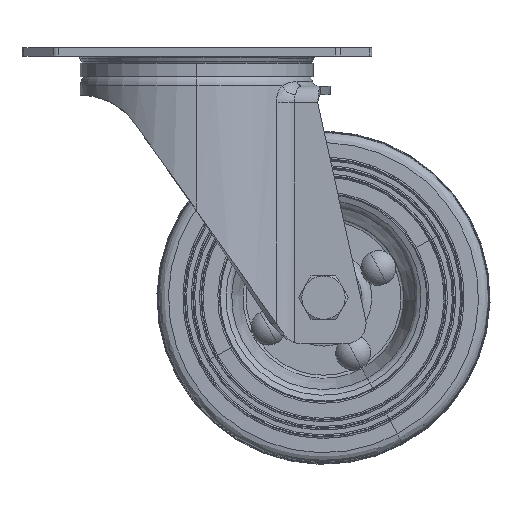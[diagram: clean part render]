
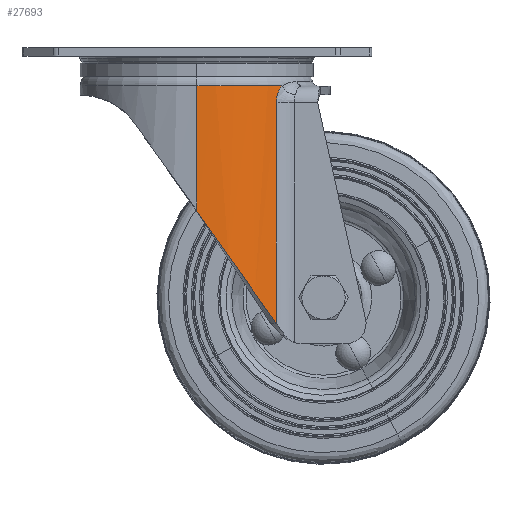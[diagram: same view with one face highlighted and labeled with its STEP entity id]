
A CAD part, top view. The second image highlights one B-rep face of the part: STEP entity #27693.
In plain terms, the highlighted cylindrical face has radius 35 mm (diameter 70 mm), a partial arc.
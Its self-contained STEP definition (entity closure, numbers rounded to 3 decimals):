
#1134 = VERTEX_POINT ( 'NONE', #1266 ) ;
#1237 = CARTESIAN_POINT ( 'NONE',  ( 23.825, -82.656, 25.64 ) ) ;
#1266 = CARTESIAN_POINT ( 'NONE',  ( 0., -11.414, 35. ) ) ;
#1640 = CARTESIAN_POINT ( 'NONE',  ( 23.886, -15.479, 25.582 ) ) ;
#2047 = ORIENTED_EDGE ( 'NONE', *, *, #6906, .T. ) ;
#2674 = CIRCLE ( 'NONE', #4040, 35. ) ;
#2961 = CARTESIAN_POINT ( 'NONE',  ( 2.458, -52.485, 34.934 ) ) ;
#4040 = AXIS2_PLACEMENT_3D ( 'NONE', #20670, #11662, #14103 ) ;
#5110 = CARTESIAN_POINT ( 'NONE',  ( 9.46, -62.373, 33.716 ) ) ;
#5520 = CARTESIAN_POINT ( 'NONE',  ( 24.94, -12.154, 24.571 ) ) ;
#5654 = CARTESIAN_POINT ( 'NONE',  ( 24.169, -14.084, 25.315 ) ) ;
#5785 = EDGE_CURVE ( 'NONE', #23883, #18166, #12167, .T. ) ;
#5926 = CARTESIAN_POINT ( 'NONE',  ( 23.848, -15.859, 25.617 ) ) ;
#6416 = DIRECTION ( 'NONE',  ( 0., 0., -1. ) ) ;
#6872 = CARTESIAN_POINT ( 'NONE',  ( 23.825, -38.552, 25.639 ) ) ;
#6906 = EDGE_CURVE ( 'NONE', #13593, #1134, #2674, .T. ) ;
#6962 = FACE_OUTER_BOUND ( 'NONE', #21685, .T. ) ;
#7621 = CARTESIAN_POINT ( 'NONE',  ( 24.129, -14.224, 25.353 ) ) ;
#8584 = CARTESIAN_POINT ( 'NONE',  ( 23.825, -82.656, 25.64 ) ) ;
#9233 = CYLINDRICAL_SURFACE ( 'NONE', #12378, 35. ) ;
#9629 = CARTESIAN_POINT ( 'NONE',  ( 22.425, -80.679, 26.94 ) ) ;
#9755 = CARTESIAN_POINT ( 'NONE',  ( 23.965, -14.933, 25.508 ) ) ;
#9896 = CARTESIAN_POINT ( 'NONE',  ( 15.649, -71.112, 31.382 ) ) ;
#10312 = CARTESIAN_POINT ( 'NONE',  ( 23.825, -16.5, 25.639 ) ) ;
#10346 = VERTEX_POINT ( 'NONE', #12930 ) ;
#11620 = CARTESIAN_POINT ( 'NONE',  ( 1.231, -50.753, 34.999 ) ) ;
#11662 = DIRECTION ( 'NONE',  ( 0., -1., 0. ) ) ;
#11918 = CARTESIAN_POINT ( 'NONE',  ( 11.614, -65.414, 33.037 ) ) ;
#12054 = B_SPLINE_CURVE_WITH_KNOTS ( 'NONE', 3,
 ( #10312, #16713, #25461, #5926, #18476, #21189, #1640, #27038, #12176, #24918, #14053, #22781, #9755, #18623, #27185, #7621, #14326, #5654, #16306, #25056, #20910, #5520, #14201 ),
 .UNSPECIFIED., .F., .F.,
 ( 4, 2, 1, 1, 1, 1, 2, 2, 2, 1, 1, 1, 2, 2, 4 ),
 ( 0., 0.125, 0.187, 0.219, 0.234, 0.242, 0.246, 0.25, 0.375, 0.437, 0.469, 0.484, 0.492, 0.5, 1. ),
 .UNSPECIFIED. ) ;
#12167 = B_SPLINE_CURVE_WITH_KNOTS ( 'NONE', 3,
 ( #8584, #23722, #6872, #13275 ),
 .UNSPECIFIED., .F., .F.,
 ( 4, 4 ),
 ( 0., 1. ),
 .UNSPECIFIED. ) ;
#12176 = CARTESIAN_POINT ( 'NONE',  ( 23.893, -15.421, 25.576 ) ) ;
#12378 = AXIS2_PLACEMENT_3D ( 'NONE', #19542, #25956, #6416 ) ;
#12930 = CARTESIAN_POINT ( 'NONE',  ( 0., -49.015, 35. ) ) ;
#13048 = CARTESIAN_POINT ( 'NONE',  ( 23.825, -82.656, 25.64 ) ) ;
#13275 = CARTESIAN_POINT ( 'NONE',  ( 23.825, -16.5, 25.639 ) ) ;
#13593 = VERTEX_POINT ( 'NONE', #15200 ) ;
#14053 = CARTESIAN_POINT ( 'NONE',  ( 23.895, -15.406, 25.574 ) ) ;
#14103 = DIRECTION ( 'NONE',  ( 0.729, 0., 0.684 ) ) ;
#14201 = CARTESIAN_POINT ( 'NONE',  ( 25.531, -11.414, 23.941 ) ) ;
#14290 = ORIENTED_EDGE ( 'NONE', *, *, #27273, .T. ) ;
#14326 = CARTESIAN_POINT ( 'NONE',  ( 24.157, -14.126, 25.327 ) ) ;
#14708 = CARTESIAN_POINT ( 'NONE',  ( 23.825, -16.5, 25.639 ) ) ;
#15200 = CARTESIAN_POINT ( 'NONE',  ( 25.531, -11.414, 23.941 ) ) ;
#15421 = ORIENTED_EDGE ( 'NONE', *, *, #5785, .T. ) ;
#16037 = CARTESIAN_POINT ( 'NONE',  ( 0., -49.015, 35. ) ) ;
#16306 = CARTESIAN_POINT ( 'NONE',  ( 24.177, -14.056, 25.308 ) ) ;
#16713 = CARTESIAN_POINT ( 'NONE',  ( 23.825, -16.317, 25.639 ) ) ;
#17362 = DIRECTION ( 'NONE',  ( 0., 1., 0. ) ) ;
#18166 = VERTEX_POINT ( 'NONE', #14708 ) ;
#18351 = CARTESIAN_POINT ( 'NONE',  ( 4.867, -55.887, 34.682 ) ) ;
#18476 = CARTESIAN_POINT ( 'NONE',  ( 23.86, -15.721, 25.607 ) ) ;
#18623 = CARTESIAN_POINT ( 'NONE',  ( 24.038, -14.59, 25.44 ) ) ;
#18738 = EDGE_CURVE ( 'NONE', #23883, #10346, #23752, .T. ) ;
#19542 = CARTESIAN_POINT ( 'NONE',  ( 0., -110.94, 0. ) ) ;
#19794 = LINE ( 'NONE', #20080, #28209 ) ;
#20080 = CARTESIAN_POINT ( 'NONE',  ( 0., -110.94, 35. ) ) ;
#20670 = CARTESIAN_POINT ( 'NONE',  ( 0., -11.414, 0. ) ) ;
#20910 = CARTESIAN_POINT ( 'NONE',  ( 24.481, -13.033, 25.017 ) ) ;
#21189 = CARTESIAN_POINT ( 'NONE',  ( 23.877, -15.56, 25.591 ) ) ;
#21685 = EDGE_LOOP ( 'NONE', ( #23787, #26555, #15421, #14290, #2047 ) ) ;
#22499 = CARTESIAN_POINT ( 'NONE',  ( 6.047, -57.554, 34.494 ) ) ;
#22781 = CARTESIAN_POINT ( 'NONE',  ( 23.926, -15.164, 25.545 ) ) ;
#22789 = CARTESIAN_POINT ( 'NONE',  ( 17.489, -73.71, 30.385 ) ) ;
#23722 = CARTESIAN_POINT ( 'NONE',  ( 23.825, -60.604, 25.639 ) ) ;
#23752 = B_SPLINE_CURVE_WITH_KNOTS ( 'NONE', 3,
 ( #1237, #9629, #27191, #22789, #9896, #24652, #11918, #5110, #27045, #22499, #18351, #2961, #11620, #16037 ),
 .UNSPECIFIED., .F., .F.,
 ( 4, 2, 2, 2, 2, 2, 4 ),
 ( 0., 0.25, 0.5, 0.625, 0.75, 0.875, 1. ),
 .UNSPECIFIED. ) ;
#23787 = ORIENTED_EDGE ( 'NONE', *, *, #26540, .F. ) ;
#23883 = VERTEX_POINT ( 'NONE', #13048 ) ;
#24652 = CARTESIAN_POINT ( 'NONE',  ( 12.652, -66.88, 32.652 ) ) ;
#24918 = CARTESIAN_POINT ( 'NONE',  ( 23.895, -15.41, 25.574 ) ) ;
#25056 = CARTESIAN_POINT ( 'NONE',  ( 24.181, -14.044, 25.304 ) ) ;
#25461 = CARTESIAN_POINT ( 'NONE',  ( 23.831, -16.134, 25.634 ) ) ;
#25956 = DIRECTION ( 'NONE',  ( 0., 1., 0. ) ) ;
#26540 = EDGE_CURVE ( 'NONE', #10346, #1134, #19794, .T. ) ;
#26555 = ORIENTED_EDGE ( 'NONE', *, *, #18738, .F. ) ;
#27038 = CARTESIAN_POINT ( 'NONE',  ( 23.891, -15.439, 25.578 ) ) ;
#27045 = CARTESIAN_POINT ( 'NONE',  ( 8.344, -60.797, 34.011 ) ) ;
#27185 = CARTESIAN_POINT ( 'NONE',  ( 24.077, -14.42, 25.402 ) ) ;
#27191 = CARTESIAN_POINT ( 'NONE',  ( 20.875, -78.491, 28.166 ) ) ;
#27273 = EDGE_CURVE ( 'NONE', #18166, #13593, #12054, .T. ) ;
#27693 = ADVANCED_FACE ( 'NONE', ( #6962 ), #9233, .T. ) ;
#28209 = VECTOR ( 'NONE', #17362, 1000. ) ;
